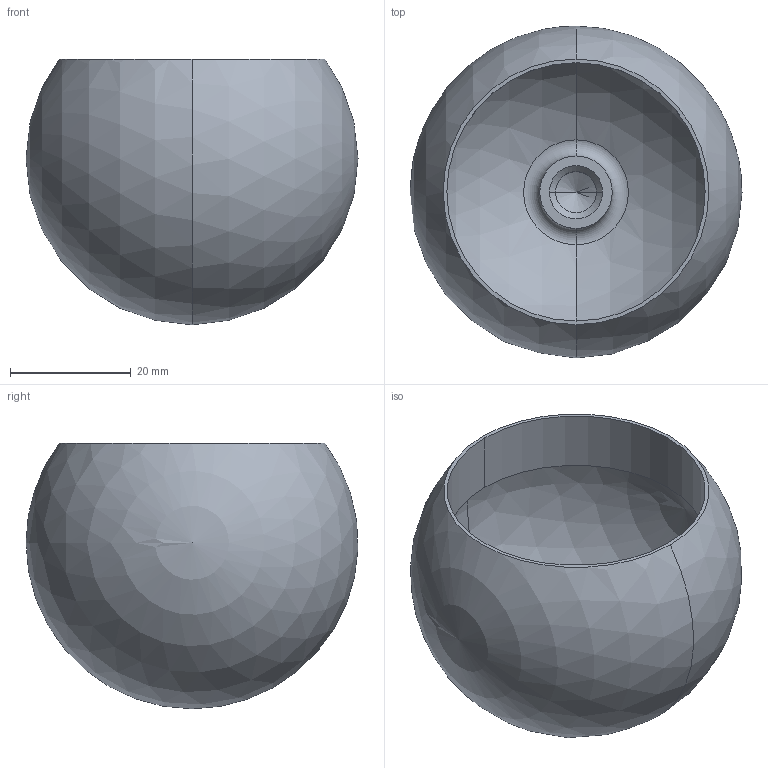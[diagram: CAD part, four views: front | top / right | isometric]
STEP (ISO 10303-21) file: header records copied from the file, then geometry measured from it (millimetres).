
FILE_DESCRIPTION (( 'STEP AP203' ), '1' );
FILE_NAME ('50280-V4AH.STEP', '2017-10-26T09:29:33', ( '' ), ( '' ), 'SwSTEP 2.0', 'SolidWorks 2015', '' );
FILE_SCHEMA (( 'CONFIG_CONTROL_DESIGN' ));
Length unit declared in the file: millimetre
Products named in the file (1): 50280-V4AH
Bounding box: 55 x 54.98 x 44 mm (x, y, z)
Volume: 16990.8 mm3; surface area: 15150.7 mm2
Topology: 1 solids, 1 shells, 258 faces, 682 edges, 450 vertices
Faces by surface type: plane 116, bspline 97, sphere 31, cylinder 6, cone 4, torus 4
Entity records: 12177 total; most frequent: CARTESIAN_POINT 6186, ORIENTED_EDGE 1340, DIRECTION 1056, EDGE_CURVE 670, VERTEX_POINT 444, AXIS2_PLACEMENT_3D 418, EDGE_LOOP 288, FACE_OUTER_BOUND 258
